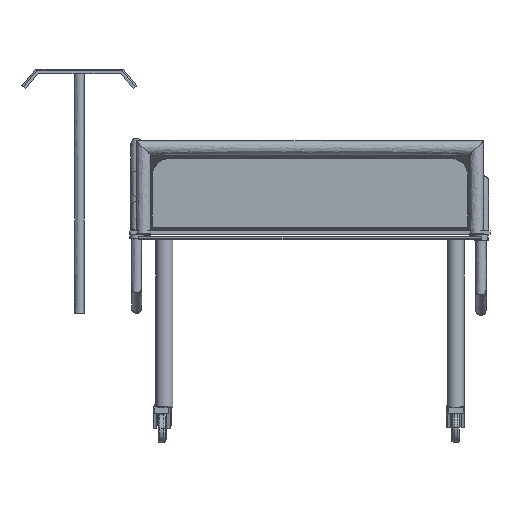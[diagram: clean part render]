
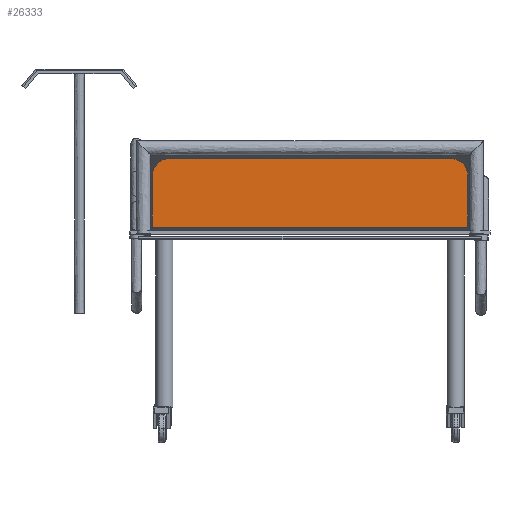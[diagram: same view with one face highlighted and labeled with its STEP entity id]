
A CAD part, front view. The second image highlights one B-rep face of the part: STEP entity #26333.
In plain terms, the highlighted free-form (B-spline) face has degree [1, 1] with [2, 2] control points.
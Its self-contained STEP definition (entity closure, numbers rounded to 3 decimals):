
#26158 = VERTEX_POINT('',#26159);
#26159 = CARTESIAN_POINT('',(0.,-97.727,6.233));
#26166 = EDGE_CURVE('',#26158,#26167,#26169,.T.);
#26167 = VERTEX_POINT('',#26168);
#26168 = CARTESIAN_POINT('',(-117.526,-97.727,
    6.233));
#26169 = B_SPLINE_CURVE_WITH_KNOTS('',1,(#26170,#26171),.UNSPECIFIED.,
  .F.,.F.,(2,2),(-46.,46.),.PIECEWISE_BEZIER_KNOTS.);
#26170 = CARTESIAN_POINT('',(0.,-97.727,6.233));
#26171 = CARTESIAN_POINT('',(-117.526,-97.727,
    6.233));
#26194 = VERTEX_POINT('',#26195);
#26195 = CARTESIAN_POINT('',(117.526,-97.727,
    6.233));
#26202 = EDGE_CURVE('',#26158,#26194,#26203,.T.);
#26203 = B_SPLINE_CURVE_WITH_KNOTS('',1,(#26204,#26205),.UNSPECIFIED.,
  .F.,.F.,(2,2),(-46.,46.),.PIECEWISE_BEZIER_KNOTS.);
#26204 = CARTESIAN_POINT('',(0.,-97.727,6.233));
#26205 = CARTESIAN_POINT('',(117.526,-97.727,
    6.233));
#26222 = VERTEX_POINT('',#26223);
#26223 = CARTESIAN_POINT('',(117.526,-97.727,
    44.557));
#26230 = EDGE_CURVE('',#26194,#26222,#26231,.T.);
#26231 = B_SPLINE_CURVE_WITH_KNOTS('',1,(#26232,#26233),.UNSPECIFIED.,
  .F.,.F.,(2,2),(-15.,15.),.PIECEWISE_BEZIER_KNOTS.);
#26232 = CARTESIAN_POINT('',(117.526,-97.727,
    6.233));
#26233 = CARTESIAN_POINT('',(117.526,-97.727,
    44.557));
#26258 = VERTEX_POINT('',#26259);
#26259 = CARTESIAN_POINT('',(104.751,-97.727,
    57.331));
#26264 = EDGE_CURVE('',#26258,#26222,#26265,.T.);
#26265 = ( BOUNDED_CURVE() B_SPLINE_CURVE(2,(#26266,#26267,#26268),
.UNSPECIFIED.,.F.,.F.) B_SPLINE_CURVE_WITH_KNOTS((3,3),(0.,
1.571),.PIECEWISE_BEZIER_KNOTS.) CURVE() 
GEOMETRIC_REPRESENTATION_ITEM() RATIONAL_B_SPLINE_CURVE((1.,
0.707,1.)) REPRESENTATION_ITEM('') );
#26266 = CARTESIAN_POINT('',(104.751,-97.727,
    57.331));
#26267 = CARTESIAN_POINT('',(117.526,-97.727,
    57.331));
#26268 = CARTESIAN_POINT('',(117.526,-97.727,
    44.557));
#26289 = EDGE_CURVE('',#26167,#26290,#26292,.T.);
#26290 = VERTEX_POINT('',#26291);
#26291 = CARTESIAN_POINT('',(-117.526,-97.727,
    44.557));
#26292 = B_SPLINE_CURVE_WITH_KNOTS('',1,(#26293,#26294),.UNSPECIFIED.,
  .F.,.F.,(2,2),(-15.,15.),.PIECEWISE_BEZIER_KNOTS.);
#26293 = CARTESIAN_POINT('',(-117.526,-97.727,
    6.233));
#26294 = CARTESIAN_POINT('',(-117.526,-97.727,
    44.557));
#26310 = VERTEX_POINT('',#26311);
#26311 = CARTESIAN_POINT('',(-104.751,-97.727,
    57.331));
#26318 = EDGE_CURVE('',#26258,#26310,#26319,.T.);
#26319 = B_SPLINE_CURVE_WITH_KNOTS('',1,(#26320,#26321),.UNSPECIFIED.,
  .F.,.F.,(2,2),(-82.,82.),.PIECEWISE_BEZIER_KNOTS.);
#26320 = CARTESIAN_POINT('',(104.751,-97.727,
    57.331));
#26321 = CARTESIAN_POINT('',(-104.751,-97.727,
    57.331));
#26333 = ADVANCED_FACE('',(#26334),#26348,.F.);
#26334 = FACE_BOUND('',#26335,.T.);
#26335 = EDGE_LOOP('',(#26336,#26342,#26343,#26344,#26345,#26346,#26347)
  );
#26336 = ORIENTED_EDGE('',*,*,#26337,.F.);
#26337 = EDGE_CURVE('',#26290,#26310,#26338,.T.);
#26338 = ( BOUNDED_CURVE() B_SPLINE_CURVE(2,(#26339,#26340,#26341),
.UNSPECIFIED.,.F.,.F.) B_SPLINE_CURVE_WITH_KNOTS((3,3),(4.712,
6.283),.PIECEWISE_BEZIER_KNOTS.) CURVE() 
GEOMETRIC_REPRESENTATION_ITEM() RATIONAL_B_SPLINE_CURVE((1.,
0.707,1.)) REPRESENTATION_ITEM('') );
#26339 = CARTESIAN_POINT('',(-117.526,-97.727,
    44.557));
#26340 = CARTESIAN_POINT('',(-117.526,-97.727,
    57.331));
#26341 = CARTESIAN_POINT('',(-104.751,-97.727,
    57.331));
#26342 = ORIENTED_EDGE('',*,*,#26289,.F.);
#26343 = ORIENTED_EDGE('',*,*,#26166,.F.);
#26344 = ORIENTED_EDGE('',*,*,#26202,.T.);
#26345 = ORIENTED_EDGE('',*,*,#26230,.T.);
#26346 = ORIENTED_EDGE('',*,*,#26264,.F.);
#26347 = ORIENTED_EDGE('',*,*,#26318,.T.);
#26348 = B_SPLINE_SURFACE_WITH_KNOTS('',1,1,(
    (#26349,#26350)
    ,(#26351,#26352
    )),.UNSPECIFIED.,.F.,.F.,.F.,(2,2),(2,2),(-92.,92.),(
    0.,40.),.PIECEWISE_BEZIER_KNOTS.);
#26349 = CARTESIAN_POINT('',(117.526,-97.727,
    6.233));
#26350 = CARTESIAN_POINT('',(117.526,-97.727,
    57.331));
#26351 = CARTESIAN_POINT('',(-117.526,-97.727,
    6.233));
#26352 = CARTESIAN_POINT('',(-117.526,-97.727,
    57.331));
